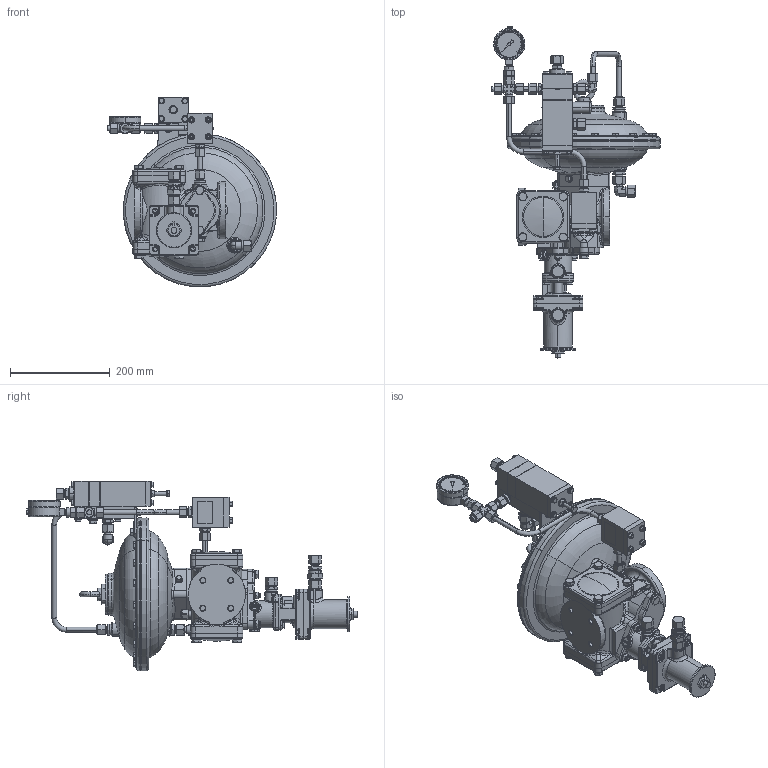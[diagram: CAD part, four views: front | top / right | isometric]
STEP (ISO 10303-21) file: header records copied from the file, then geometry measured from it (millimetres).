
FILE_DESCRIPTION (( 'STEP AP214' ), '1' );
FILE_NAME ('15065550-HON372-DN25-K1a_K2b-HON650.STEP', '2019-04-01T12:47:04', ( '' ), ( '' ), 'SwSTEP 2.0', 'SolidWorks 2017', '' );
FILE_SCHEMA (( 'AUTOMOTIVE_DESIGN' ));
Length unit declared in the file: millimetre
Products named in the file (1): 15065550-HON372-DN25-K1a_K2b-HON650
Bounding box: 339.22 x 666.28 x 380.41 mm (x, y, z)
Volume: 10049269.6 mm3; surface area: 655772.5 mm2
Topology: 1 solids, 1 shells, 3986 faces, 9164 edges, 5395 vertices
Faces by surface type: plane 1631, cone 902, cylinder 871, bspline 306, torus 229, sphere 47
Entity records: 161990 total; most frequent: CARTESIAN_POINT 44153, ORIENTED_EDGE 18220, DIRECTION 17371, EDGE_CURVE 9110, AXIS2_PLACEMENT_3D 7021, VERTEX_POINT 5395, EDGE_LOOP 4291, ADVANCED_FACE 3986
